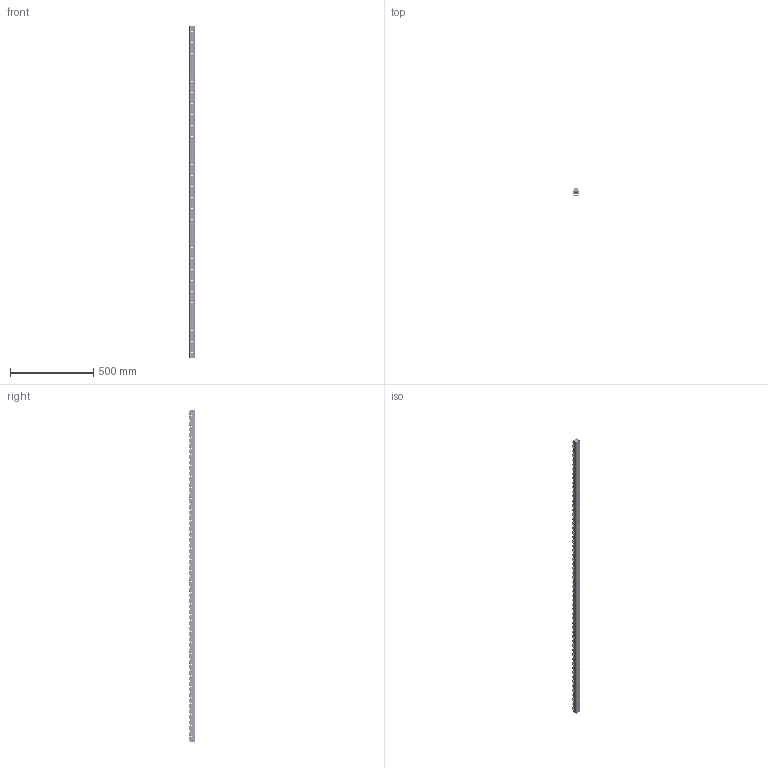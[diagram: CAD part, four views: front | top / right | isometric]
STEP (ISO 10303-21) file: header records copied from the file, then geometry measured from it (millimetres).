
FILE_DESCRIPTION (( 'STEP AP214' ), '1' );
FILE_NAME ('0010896.step', '2025-10-20T08:39:52', ( '' ), ( '' ), 'SwSTEP 2.0', 'SolidWorks 2020', '' );
FILE_SCHEMA (( 'AUTOMOTIVE_DESIGN' ));
Length unit declared in the file: millimetre
Products named in the file (4): 0010896; 0030603_SFN-Röllchen; 0023847-001_SF-Schiene_L=2000; 0023847-002_SF-Achse
Assembly tree (121 placements, depth 2):
  0010896
    0023847-001_SF-Schiene_L=2000
    0030603_SFN-Röllchen  x60
    0023847-002_SF-Achse  x60
Bounding box: 35.8 x 40 x 2000 mm (x, y, z)
Volume: 694257.8 mm3; surface area: 935168.3 mm2
Topology: 121 solids, 121 shells, 7456 faces, 20786 edges, 13692 vertices
Faces by surface type: plane 5178, cylinder 1558, cone 480, torus 240
Entity records: 31678 total; most frequent: DIRECTION 5968, CARTESIAN_POINT 5164, ORIENTED_EDGE 4992, AXIS2_PLACEMENT_3D 2508, EDGE_CURVE 2496, VERTEX_POINT 1656, EDGE_LOOP 1566, CIRCLE 1536
